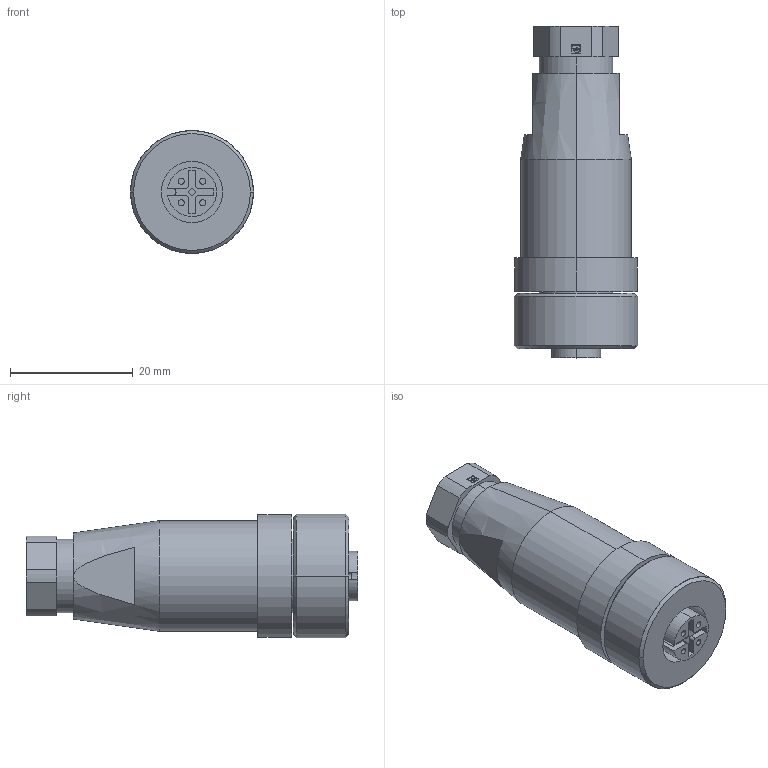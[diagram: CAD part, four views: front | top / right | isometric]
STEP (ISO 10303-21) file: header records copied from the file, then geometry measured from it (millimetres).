
FILE_DESCRIPTION(('SolidDesigner STEP Export'),'2;1');
FILE_NAME('1681127.stp','2009-02-09T15:48:50',(''),(''),'CoCreate Modeling STEP processor for AP214 (Solid Model)','CoCreate Modeling 16.00A 16-Aug-2008 (C) Parametric Technology GmbH','');
FILE_SCHEMA(('AUTOMOTIVE_DESIGN { 1 0 10303 214 1 1 1 1 }'));
Length unit declared in the file: millimetre
Products named in the file (1): 1681127
Bounding box: 20.05 x 54 x 20.05 mm (x, y, z)
Volume: 7627.2 mm3; surface area: 6077.7 mm2
Topology: 1 solids, 1 shells, 125 faces, 307 edges, 204 vertices
Faces by surface type: cylinder 65, plane 52, cone 8
Entity records: 3662 total; most frequent: ORIENTED_EDGE 614, CARTESIAN_POINT 570, DIRECTION 555, EDGE_CURVE 307, VERTEX_POINT 204, AXIS2_PLACEMENT_3D 201, VECTOR 153, LINE 153
